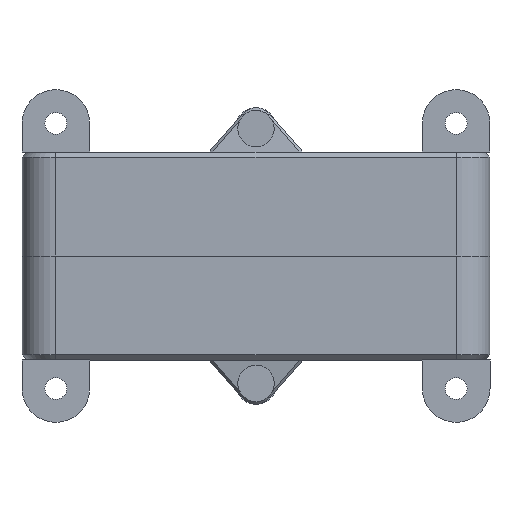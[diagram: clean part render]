
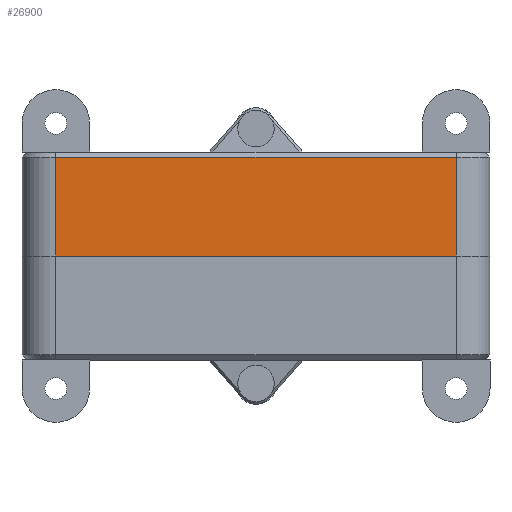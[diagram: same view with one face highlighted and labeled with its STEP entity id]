
A CAD part, front view. The second image highlights one B-rep face of the part: STEP entity #26900.
In plain terms, the highlighted planar face has unit normal (0, -1, 0).
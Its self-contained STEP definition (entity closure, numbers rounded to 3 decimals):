
#470=PLANE('',#28749);
#2176=LINE('',#36546,#5079);
#2216=LINE('',#36653,#5119);
#2345=LINE('',#37156,#5248);
#2346=LINE('',#37158,#5249);
#5079=VECTOR('',#30365,10.);
#5119=VECTOR('',#30445,10.);
#5248=VECTOR('',#30664,10.);
#5249=VECTOR('',#30667,10.);
#8166=FACE_OUTER_BOUND('',#9680,.T.);
#9680=EDGE_LOOP('',(#18827,#18828,#18829,#18830));
#11694=VERTEX_POINT('',#36543);
#11695=VERTEX_POINT('',#36545);
#11740=VERTEX_POINT('',#36645);
#11742=VERTEX_POINT('',#36651);
#14394=EDGE_CURVE('',#11694,#11695,#2176,.T.);
#14448=EDGE_CURVE('',#11742,#11740,#2216,.T.);
#14616=EDGE_CURVE('',#11695,#11742,#2345,.T.);
#14617=EDGE_CURVE('',#11740,#11694,#2346,.T.);
#18827=ORIENTED_EDGE('',*,*,#14448,.F.);
#18828=ORIENTED_EDGE('',*,*,#14616,.F.);
#18829=ORIENTED_EDGE('',*,*,#14394,.F.);
#18830=ORIENTED_EDGE('',*,*,#14617,.F.);
#26900=ADVANCED_FACE('',(#8166),#470,.T.);
#28749=AXIS2_PLACEMENT_3D('',#37157,#30665,#30666);
#30365=DIRECTION('',(1.,0.,0.));
#30445=DIRECTION('',(-1.,0.,0.));
#30664=DIRECTION('',(0.,0.,-1.));
#30665=DIRECTION('center_axis',(0.,-1.,0.));
#30666=DIRECTION('ref_axis',(1.,0.,0.));
#30667=DIRECTION('',(0.,0.,1.));
#36543=CARTESIAN_POINT('',(-38.5,0.,20.));
#36545=CARTESIAN_POINT('',(38.5,0.,20.));
#36546=CARTESIAN_POINT('',(-45.,0.,20.));
#36645=CARTESIAN_POINT('',(-38.5,0.,1.));
#36651=CARTESIAN_POINT('',(38.5,0.,1.));
#36653=CARTESIAN_POINT('',(-22.5,0.,1.));
#37156=CARTESIAN_POINT('',(38.5,0.,0.));
#37157=CARTESIAN_POINT('Origin',(-45.,0.,
0.));
#37158=CARTESIAN_POINT('',(-38.5,0.,0.));
